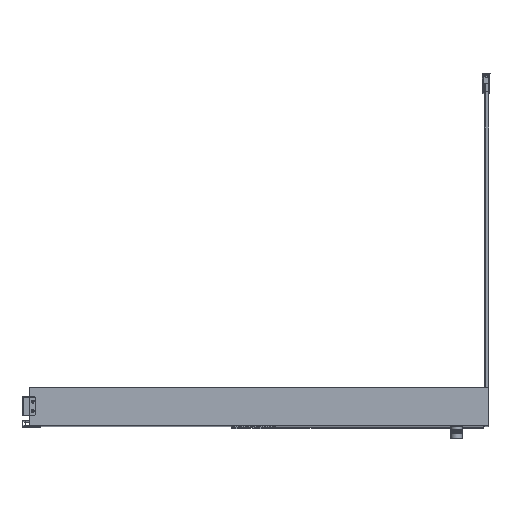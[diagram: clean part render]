
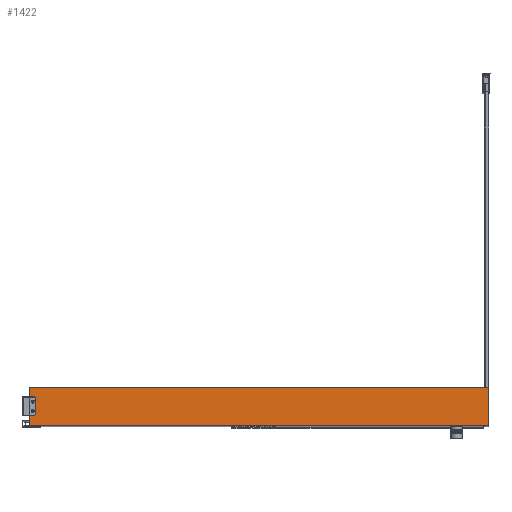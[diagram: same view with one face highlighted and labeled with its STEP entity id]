
A CAD part, top view. The second image highlights one B-rep face of the part: STEP entity #1422.
In plain terms, the highlighted planar face has unit normal (0, 0, 1).
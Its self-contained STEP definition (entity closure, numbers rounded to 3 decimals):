
#1422=ADVANCED_FACE('',(#4013),#40645,.T.);
#4013=FACE_OUTER_BOUND('',#6618,.T.);
#6618=EDGE_LOOP('',(#10025,#10026,#10027,#10028,#10029,#10030,#10031,#10032));
#10025=ORIENTED_EDGE('',*,*,#23135,.T.);
#10026=ORIENTED_EDGE('',*,*,#23160,.T.);
#10027=ORIENTED_EDGE('',*,*,#23136,.T.);
#10028=ORIENTED_EDGE('',*,*,#23161,.T.);
#10029=ORIENTED_EDGE('',*,*,#23137,.T.);
#10030=ORIENTED_EDGE('',*,*,#23155,.T.);
#10031=ORIENTED_EDGE('',*,*,#23138,.T.);
#10032=ORIENTED_EDGE('',*,*,#23154,.T.);
#23135=EDGE_CURVE('',#36505,#36506,#31295,.T.);
#23136=EDGE_CURVE('',#36507,#36508,#31296,.T.);
#23137=EDGE_CURVE('',#36509,#36510,#31297,.T.);
#23138=EDGE_CURVE('',#36511,#36512,#31298,.T.);
#23154=EDGE_CURVE('',#36512,#36505,#29587,.T.);
#23155=EDGE_CURVE('',#36510,#36511,#29588,.T.);
#23160=EDGE_CURVE('',#36506,#36507,#29589,.T.);
#23161=EDGE_CURVE('',#36508,#36509,#29590,.T.);
#29587=(
BOUNDED_CURVE()
B_SPLINE_CURVE(2,(#49961,#49962,#49963),.UNSPECIFIED.,.F.,.F.)
B_SPLINE_CURVE_WITH_KNOTS((3,3),(-1.571,0.),.UNSPECIFIED.)
CURVE()
GEOMETRIC_REPRESENTATION_ITEM()
RATIONAL_B_SPLINE_CURVE((1.,0.707,1.))
REPRESENTATION_ITEM('')
);
#29588=(
BOUNDED_CURVE()
B_SPLINE_CURVE(2,(#49964,#49965,#49966),.UNSPECIFIED.,.F.,.F.)
B_SPLINE_CURVE_WITH_KNOTS((3,3),(-1.571,0.),.UNSPECIFIED.)
CURVE()
GEOMETRIC_REPRESENTATION_ITEM()
RATIONAL_B_SPLINE_CURVE((1.,0.707,1.))
REPRESENTATION_ITEM('')
);
#29589=(
BOUNDED_CURVE()
B_SPLINE_CURVE(2,(#49975,#49976,#49977),.UNSPECIFIED.,.F.,.F.)
B_SPLINE_CURVE_WITH_KNOTS((3,3),(-1.571,0.),.UNSPECIFIED.)
CURVE()
GEOMETRIC_REPRESENTATION_ITEM()
RATIONAL_B_SPLINE_CURVE((1.,0.707,1.))
REPRESENTATION_ITEM('')
);
#29590=(
BOUNDED_CURVE()
B_SPLINE_CURVE(2,(#49978,#49979,#49980),.UNSPECIFIED.,.F.,.F.)
B_SPLINE_CURVE_WITH_KNOTS((3,3),(-1.571,0.),.UNSPECIFIED.)
CURVE()
GEOMETRIC_REPRESENTATION_ITEM()
RATIONAL_B_SPLINE_CURVE((1.,0.707,1.))
REPRESENTATION_ITEM('')
);
#31295=B_SPLINE_CURVE_WITH_KNOTS('',1,(#49915,#49916),.UNSPECIFIED.,.F.,
 .F.,(2,2),(0.,1197.5),.UNSPECIFIED.);
#31296=B_SPLINE_CURVE_WITH_KNOTS('',1,(#49917,#49918),.UNSPECIFIED.,.F.,
 .F.,(2,2),(0.,96.),.UNSPECIFIED.);
#31297=B_SPLINE_CURVE_WITH_KNOTS('',1,(#49919,#49920),.UNSPECIFIED.,.F.,
 .F.,(2,2),(0.,1197.5),.UNSPECIFIED.);
#31298=B_SPLINE_CURVE_WITH_KNOTS('',1,(#49921,#49922),.UNSPECIFIED.,.F.,
 .F.,(2,2),(0.,96.),.UNSPECIFIED.);
#36505=VERTEX_POINT('',#49867);
#36506=VERTEX_POINT('',#49868);
#36507=VERTEX_POINT('',#49869);
#36508=VERTEX_POINT('',#49870);
#36509=VERTEX_POINT('',#49871);
#36510=VERTEX_POINT('',#49872);
#36511=VERTEX_POINT('',#49873);
#36512=VERTEX_POINT('',#49874);
#40645=PLANE('',#43621);
#43621=AXIS2_PLACEMENT_3D('',#49693,#45879,$);
#45879=DIRECTION('',(0.,0.,1.));
#49693=CARTESIAN_POINT('',(-719.7,-58.8,10.));
#49867=CARTESIAN_POINT('',(598.75,49.,10.));
#49868=CARTESIAN_POINT('',(-598.75,49.,10.));
#49869=CARTESIAN_POINT('',(-599.75,48.,10.));
#49870=CARTESIAN_POINT('',(-599.75,-48.,10.));
#49871=CARTESIAN_POINT('',(-598.75,-49.,10.));
#49872=CARTESIAN_POINT('',(598.75,-49.,10.));
#49873=CARTESIAN_POINT('',(599.75,-48.,10.));
#49874=CARTESIAN_POINT('',(599.75,48.,10.));
#49915=CARTESIAN_POINT('',(598.75,49.,10.));
#49916=CARTESIAN_POINT('',(-598.75,49.,10.));
#49917=CARTESIAN_POINT('',(-599.75,48.,10.));
#49918=CARTESIAN_POINT('',(-599.75,-48.,10.));
#49919=CARTESIAN_POINT('',(-598.75,-49.,10.));
#49920=CARTESIAN_POINT('',(598.75,-49.,10.));
#49921=CARTESIAN_POINT('',(599.75,-48.,10.));
#49922=CARTESIAN_POINT('',(599.75,48.,10.));
#49961=CARTESIAN_POINT('',(599.75,48.,10.));
#49962=CARTESIAN_POINT('',(599.75,49.,10.));
#49963=CARTESIAN_POINT('',(598.75,49.,10.));
#49964=CARTESIAN_POINT('',(598.75,-49.,10.));
#49965=CARTESIAN_POINT('',(599.75,-49.,10.));
#49966=CARTESIAN_POINT('',(599.75,-48.,10.));
#49975=CARTESIAN_POINT('',(-598.75,49.,10.));
#49976=CARTESIAN_POINT('',(-599.75,49.,10.));
#49977=CARTESIAN_POINT('',(-599.75,48.,10.));
#49978=CARTESIAN_POINT('',(-599.75,-48.,10.));
#49979=CARTESIAN_POINT('',(-599.75,-49.,10.));
#49980=CARTESIAN_POINT('',(-598.75,-49.,10.));
